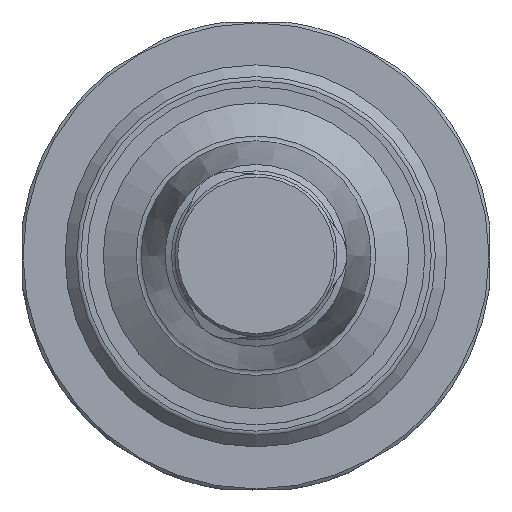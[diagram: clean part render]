
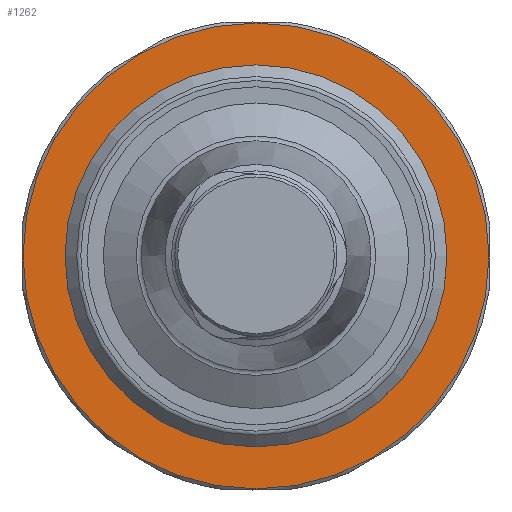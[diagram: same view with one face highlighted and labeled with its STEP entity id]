
A CAD part, top view. The second image highlights one B-rep face of the part: STEP entity #1262.
In plain terms, the highlighted planar face has unit normal (0, 0, 1).
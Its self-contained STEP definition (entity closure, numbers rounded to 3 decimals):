
#1077 = TOROIDAL_SURFACE('',#1078,19.65,0.6);
#1078 = AXIS2_PLACEMENT_3D('',#1079,#1080,#1081);
#1079 = CARTESIAN_POINT('',(0.,0.,
    -0.4));
#1080 = DIRECTION('',(0.,0.,-1.));
#1081 = DIRECTION('',(1.,0.,0.));
#1185 = EDGE_CURVE('',#1186,#1186,#1188,.T.);
#1186 = VERTEX_POINT('',#1187);
#1187 = CARTESIAN_POINT('',(19.65,0.,-1.));
#1188 = SURFACE_CURVE('',#1189,(#1194,#1223),.PCURVE_S1.);
#1189 = CIRCLE('',#1190,19.65);
#1190 = AXIS2_PLACEMENT_3D('',#1191,#1192,#1193);
#1191 = CARTESIAN_POINT('',(0.,0.,
    -1.));
#1192 = DIRECTION('',(0.,0.,-1.));
#1193 = DIRECTION('',(1.,0.,0.));
#1194 = PCURVE('',#1077,#1195);
#1195 = DEFINITIONAL_REPRESENTATION('',(#1196),#1222);
#1196 = B_SPLINE_CURVE_WITH_KNOTS('',3,(#1197,#1198,#1199,#1200,#1201,
    #1202,#1203,#1204,#1205,#1206,#1207,#1208,#1209,#1210,#1211,#1212,
    #1213,#1214,#1215,#1216,#1217,#1218,#1219,#1220,#1221),
  .UNSPECIFIED.,.F.,.F.,(4,1,1,1,1,1,1,1,1,1,1,1,1,1,1,1,1,1,1,1,1,1,4),
  (0.,0.286,0.571,0.857,1.142,
    1.428,1.714,1.999,2.285,
    2.57,2.856,3.142,3.427,
    3.713,3.998,4.284,4.57,
    4.855,5.141,5.426,5.712,
    5.998,6.283),.QUASI_UNIFORM_KNOTS.);
#1197 = CARTESIAN_POINT('',(0.,7.854));
#1198 = CARTESIAN_POINT('',(0.095,7.854));
#1199 = CARTESIAN_POINT('',(0.286,7.854));
#1200 = CARTESIAN_POINT('',(0.571,7.854));
#1201 = CARTESIAN_POINT('',(0.857,7.854));
#1202 = CARTESIAN_POINT('',(1.142,7.854));
#1203 = CARTESIAN_POINT('',(1.428,7.854));
#1204 = CARTESIAN_POINT('',(1.714,7.854));
#1205 = CARTESIAN_POINT('',(1.999,7.854));
#1206 = CARTESIAN_POINT('',(2.285,7.854));
#1207 = CARTESIAN_POINT('',(2.57,7.854));
#1208 = CARTESIAN_POINT('',(2.856,7.854));
#1209 = CARTESIAN_POINT('',(3.142,7.854));
#1210 = CARTESIAN_POINT('',(3.427,7.854));
#1211 = CARTESIAN_POINT('',(3.713,7.854));
#1212 = CARTESIAN_POINT('',(3.998,7.854));
#1213 = CARTESIAN_POINT('',(4.284,7.854));
#1214 = CARTESIAN_POINT('',(4.57,7.854));
#1215 = CARTESIAN_POINT('',(4.855,7.854));
#1216 = CARTESIAN_POINT('',(5.141,7.854));
#1217 = CARTESIAN_POINT('',(5.426,7.854));
#1218 = CARTESIAN_POINT('',(5.712,7.854));
#1219 = CARTESIAN_POINT('',(5.998,7.854));
#1220 = CARTESIAN_POINT('',(6.188,7.854));
#1221 = CARTESIAN_POINT('',(6.283,7.854));
#1222 = ( GEOMETRIC_REPRESENTATION_CONTEXT(2) 
PARAMETRIC_REPRESENTATION_CONTEXT() REPRESENTATION_CONTEXT('2D SPACE',''
  ) );
#1223 = PCURVE('',#1224,#1229);
#1224 = PLANE('',#1225);
#1225 = AXIS2_PLACEMENT_3D('',#1226,#1227,#1228);
#1226 = CARTESIAN_POINT('',(19.65,0.,-1.));
#1227 = DIRECTION('',(0.,0.,-1.));
#1228 = DIRECTION('',(1.,0.,0.));
#1229 = DEFINITIONAL_REPRESENTATION('',(#1230),#1234);
#1230 = CIRCLE('',#1231,19.65);
#1231 = AXIS2_PLACEMENT_2D('',#1232,#1233);
#1232 = CARTESIAN_POINT('',(-19.65,0.));
#1233 = DIRECTION('',(1.,0.));
#1234 = ( GEOMETRIC_REPRESENTATION_CONTEXT(2) 
PARAMETRIC_REPRESENTATION_CONTEXT() REPRESENTATION_CONTEXT('2D SPACE',''
  ) );
#1262 = ADVANCED_FACE('',(#1263,#1266),#1224,.F.);
#1263 = FACE_BOUND('',#1264,.T.);
#1264 = EDGE_LOOP('',(#1265));
#1265 = ORIENTED_EDGE('',*,*,#1185,.T.);
#1266 = FACE_BOUND('',#1267,.T.);
#1267 = EDGE_LOOP('',(#1268));
#1268 = ORIENTED_EDGE('',*,*,#1269,.F.);
#1269 = EDGE_CURVE('',#1270,#1270,#1272,.T.);
#1270 = VERTEX_POINT('',#1271);
#1271 = CARTESIAN_POINT('',(24.4,0.,-1.));
#1272 = SURFACE_CURVE('',#1273,(#1278,#1285),.PCURVE_S1.);
#1273 = CIRCLE('',#1274,24.4);
#1274 = AXIS2_PLACEMENT_3D('',#1275,#1276,#1277);
#1275 = CARTESIAN_POINT('',(0.,0.,
    -1.));
#1276 = DIRECTION('',(0.,0.,-1.));
#1277 = DIRECTION('',(1.,0.,0.));
#1278 = PCURVE('',#1224,#1279);
#1279 = DEFINITIONAL_REPRESENTATION('',(#1280),#1284);
#1280 = CIRCLE('',#1281,24.4);
#1281 = AXIS2_PLACEMENT_2D('',#1282,#1283);
#1282 = CARTESIAN_POINT('',(-19.65,0.));
#1283 = DIRECTION('',(1.,0.));
#1284 = ( GEOMETRIC_REPRESENTATION_CONTEXT(2) 
PARAMETRIC_REPRESENTATION_CONTEXT() REPRESENTATION_CONTEXT('2D SPACE',''
  ) );
#1285 = PCURVE('',#1286,#1291);
#1286 = CONICAL_SURFACE('',#1287,24.4,0.785);
#1287 = AXIS2_PLACEMENT_3D('',#1288,#1289,#1290);
#1288 = CARTESIAN_POINT('',(0.,0.,
    -1.));
#1289 = DIRECTION('',(0.,0.,-1.));
#1290 = DIRECTION('',(1.,0.,0.));
#1291 = DEFINITIONAL_REPRESENTATION('',(#1292),#1318);
#1292 = B_SPLINE_CURVE_WITH_KNOTS('',3,(#1293,#1294,#1295,#1296,#1297,
    #1298,#1299,#1300,#1301,#1302,#1303,#1304,#1305,#1306,#1307,#1308,
    #1309,#1310,#1311,#1312,#1313,#1314,#1315,#1316,#1317),
  .UNSPECIFIED.,.F.,.F.,(4,1,1,1,1,1,1,1,1,1,1,1,1,1,1,1,1,1,1,1,1,1,4),
  (0.,0.286,0.571,0.857,1.142,
    1.428,1.714,1.999,2.285,
    2.57,2.856,3.142,3.427,
    3.713,3.998,4.284,4.57,
    4.855,5.141,5.426,5.712,
    5.998,6.283),.QUASI_UNIFORM_KNOTS.);
#1293 = CARTESIAN_POINT('',(0.,0.));
#1294 = CARTESIAN_POINT('',(0.095,0.));
#1295 = CARTESIAN_POINT('',(0.286,0.));
#1296 = CARTESIAN_POINT('',(0.571,0.));
#1297 = CARTESIAN_POINT('',(0.857,0.));
#1298 = CARTESIAN_POINT('',(1.142,0.));
#1299 = CARTESIAN_POINT('',(1.428,0.));
#1300 = CARTESIAN_POINT('',(1.714,0.));
#1301 = CARTESIAN_POINT('',(1.999,0.));
#1302 = CARTESIAN_POINT('',(2.285,0.));
#1303 = CARTESIAN_POINT('',(2.57,0.));
#1304 = CARTESIAN_POINT('',(2.856,0.));
#1305 = CARTESIAN_POINT('',(3.142,0.));
#1306 = CARTESIAN_POINT('',(3.427,0.));
#1307 = CARTESIAN_POINT('',(3.713,0.));
#1308 = CARTESIAN_POINT('',(3.998,0.));
#1309 = CARTESIAN_POINT('',(4.284,0.));
#1310 = CARTESIAN_POINT('',(4.57,0.));
#1311 = CARTESIAN_POINT('',(4.855,0.));
#1312 = CARTESIAN_POINT('',(5.141,0.));
#1313 = CARTESIAN_POINT('',(5.426,0.));
#1314 = CARTESIAN_POINT('',(5.712,0.));
#1315 = CARTESIAN_POINT('',(5.998,0.));
#1316 = CARTESIAN_POINT('',(6.188,0.));
#1317 = CARTESIAN_POINT('',(6.283,0.));
#1318 = ( GEOMETRIC_REPRESENTATION_CONTEXT(2) 
PARAMETRIC_REPRESENTATION_CONTEXT() REPRESENTATION_CONTEXT('2D SPACE',''
  ) );
